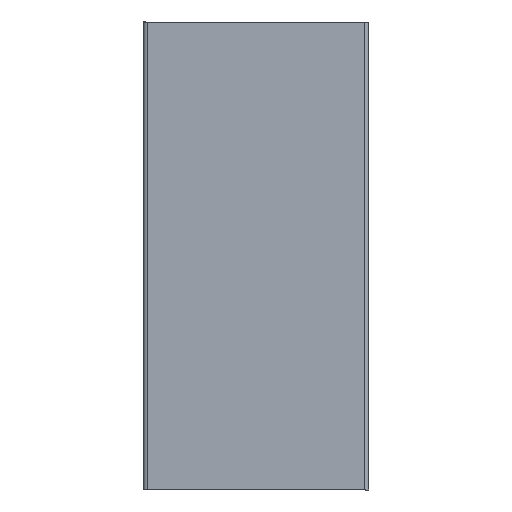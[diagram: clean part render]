
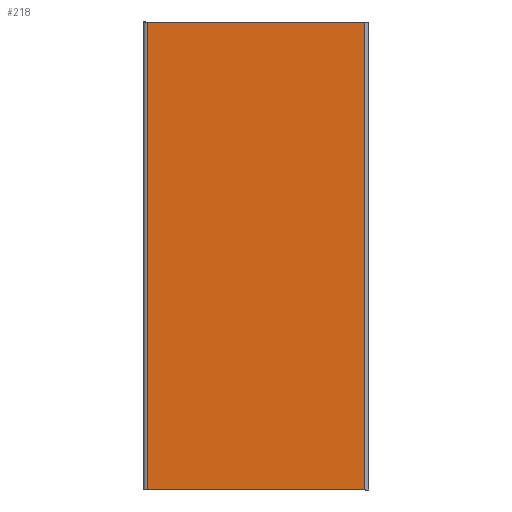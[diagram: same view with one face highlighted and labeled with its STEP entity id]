
A CAD part, front view. The second image highlights one B-rep face of the part: STEP entity #218.
In plain terms, the highlighted planar face has unit normal (0, -1, 0).
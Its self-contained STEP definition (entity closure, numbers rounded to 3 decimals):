
#68 = VERTEX_POINT ( 'NONE', #20166 ) ;
#218 = ADVANCED_FACE ( 'NONE', ( #3383 ), #1002, .F. ) ;
#736 = EDGE_CURVE ( 'NONE', #1234, #30567, #9258, .T. ) ;
#1002 = PLANE ( 'NONE',  #4722 ) ;
#1234 = VERTEX_POINT ( 'NONE', #19408 ) ;
#3383 = FACE_OUTER_BOUND ( 'NONE', #27293, .T. ) ;
#3921 = CARTESIAN_POINT ( 'NONE',  ( 18.853, 11.198, 4.444 ) ) ;
#4436 = ORIENTED_EDGE ( 'NONE', *, *, #736, .T. ) ;
#4722 = AXIS2_PLACEMENT_3D ( 'NONE', #6197, #27933, #11757 ) ;
#5753 = CARTESIAN_POINT ( 'NONE',  ( 45.353, 11.198, 60.444 ) ) ;
#5813 = EDGE_CURVE ( 'NONE', #30917, #68, #13513, .T. ) ;
#5939 = VECTOR ( 'NONE', #20130, 1000. ) ;
#6197 = CARTESIAN_POINT ( 'NONE',  ( 18.853, 11.198, 4.444 ) ) ;
#7180 = ORIENTED_EDGE ( 'NONE', *, *, #25061, .F. ) ;
#8653 = LINE ( 'NONE', #30400, #13272 ) ;
#9258 = LINE ( 'NONE', #3921, #22770 ) ;
#10953 = LINE ( 'NONE', #31712, #27861 ) ;
#11757 = DIRECTION ( 'NONE',  ( 0., 0., 1. ) ) ;
#13272 = VECTOR ( 'NONE', #17228, 1000. ) ;
#13513 = LINE ( 'NONE', #22869, #5939 ) ;
#14906 = ORIENTED_EDGE ( 'NONE', *, *, #5813, .T. ) ;
#17228 = DIRECTION ( 'NONE',  ( 0., 0., 1. ) ) ;
#19408 = CARTESIAN_POINT ( 'NONE',  ( 19.353, 11.198, 4.444 ) ) ;
#20130 = DIRECTION ( 'NONE',  ( -1., 0., 0. ) ) ;
#20166 = CARTESIAN_POINT ( 'NONE',  ( 19.353, 11.198, 60.444 ) ) ;
#22770 = VECTOR ( 'NONE', #23170, 1000. ) ;
#22869 = CARTESIAN_POINT ( 'NONE',  ( 18.853, 11.198, 60.444 ) ) ;
#23170 = DIRECTION ( 'NONE',  ( 1., 0., 0. ) ) ;
#25061 = EDGE_CURVE ( 'NONE', #1234, #68, #8653, .T. ) ;
#26184 = ORIENTED_EDGE ( 'NONE', *, *, #33269, .F. ) ;
#26334 = DIRECTION ( 'NONE',  ( 0., 0., -1. ) ) ;
#27293 = EDGE_LOOP ( 'NONE', ( #14906, #7180, #4436, #26184 ) ) ;
#27295 = CARTESIAN_POINT ( 'NONE',  ( 45.353, 11.198, 4.444 ) ) ;
#27861 = VECTOR ( 'NONE', #26334, 1000. ) ;
#27933 = DIRECTION ( 'NONE',  ( 0., 1., 0. ) ) ;
#30400 = CARTESIAN_POINT ( 'NONE',  ( 19.353, 11.198, 32.444 ) ) ;
#30567 = VERTEX_POINT ( 'NONE', #27295 ) ;
#30917 = VERTEX_POINT ( 'NONE', #5753 ) ;
#31712 = CARTESIAN_POINT ( 'NONE',  ( 45.353, 11.198, 4.444 ) ) ;
#33269 = EDGE_CURVE ( 'NONE', #30917, #30567, #10953, .T. ) ;
